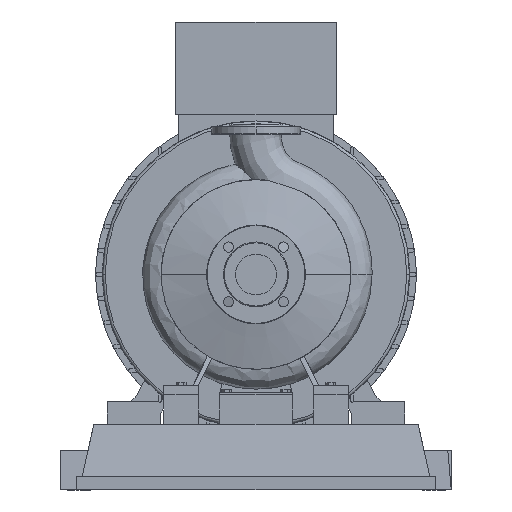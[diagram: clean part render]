
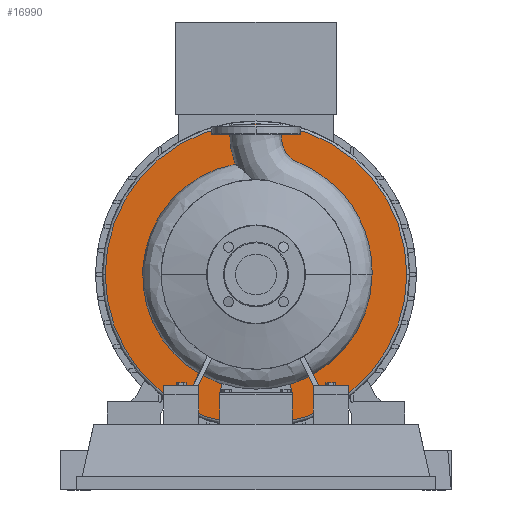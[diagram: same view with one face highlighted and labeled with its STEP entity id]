
A CAD part, left-side view. The second image highlights one B-rep face of the part: STEP entity #16990.
In plain terms, the highlighted planar face has unit normal (-1, 0, 0).
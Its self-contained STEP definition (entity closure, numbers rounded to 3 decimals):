
#6984=CARTESIAN_POINT('',(618.0,282.,403.));
#6985=VERTEX_POINT('',#6984);
#7011=CARTESIAN_POINT('',(618.0,-282.,403.));
#7012=VERTEX_POINT('',#7011);
#7020=CARTESIAN_POINT('',(618.0,0.,403.0));
#7021=DIRECTION('',(1.0,0.0,0.0));
#7022=DIRECTION('',(0.0,0.0,1.0));
#7023=AXIS2_PLACEMENT_3D('',#7020,#7021,#7022);
#7024=CIRCLE('',#7023,282.);
#7025=EDGE_CURVE('',#7012,#6985,#7024,.T.);
#7035=CARTESIAN_POINT('',(618.0,0.,455.5));
#7036=VERTEX_POINT('',#7035);
#7045=CARTESIAN_POINT('',(618.0,0.,350.5));
#7046=VERTEX_POINT('',#7045);
#7047=CARTESIAN_POINT('',(618.0,0.,403.0));
#7048=DIRECTION('',(1.0,0.0,0.0));
#7049=DIRECTION('',(0.0,0.0,1.0));
#7050=AXIS2_PLACEMENT_3D('',#7047,#7048,#7049);
#7051=CIRCLE('',#7050,52.5);
#7052=EDGE_CURVE('',#7046,#7036,#7051,.T.);
#16952=CARTESIAN_POINT('',(618.0,0.,403.0));
#16953=DIRECTION('',(1.0,0.0,0.0));
#16954=DIRECTION('',(0.0,0.0,1.0));
#16955=AXIS2_PLACEMENT_3D('',#16952,#16953,#16954);
#16956=CIRCLE('',#16955,52.5);
#16957=EDGE_CURVE('',#7036,#7046,#16956,.T.);
#16962=CARTESIAN_POINT('',(618.0,0.,570.25));
#16963=DIRECTION('',(-1.0,0.0,0.0));
#16964=DIRECTION('',(0.0,-1.0,0.0));
#16965=AXIS2_PLACEMENT_3D('',#16962,#16963,#16964);
#16966=PLANE('',#16965);
#16967=CARTESIAN_POINT('',(618.0,0.,685.));
#16968=VERTEX_POINT('',#16967);
#16969=CARTESIAN_POINT('',(618.0,0.,403.0));
#16970=DIRECTION('',(1.0,0.0,0.0));
#16971=DIRECTION('',(0.0,0.0,1.0));
#16972=AXIS2_PLACEMENT_3D('',#16969,#16970,#16971);
#16973=CIRCLE('',#16972,282.);
#16974=EDGE_CURVE('',#16968,#7012,#16973,.T.);
#16975=ORIENTED_EDGE('',*,*,#16974,.F.);
#16976=CARTESIAN_POINT('',(618.0,0.,403.0));
#16977=DIRECTION('',(1.0,0.0,0.0));
#16978=DIRECTION('',(0.0,0.0,1.0));
#16979=AXIS2_PLACEMENT_3D('',#16976,#16977,#16978);
#16980=CIRCLE('',#16979,282.);
#16981=EDGE_CURVE('',#6985,#16968,#16980,.T.);
#16982=ORIENTED_EDGE('',*,*,#16981,.F.);
#16983=ORIENTED_EDGE('',*,*,#7025,.F.);
#16984=EDGE_LOOP('',(#16975,#16982,#16983));
#16985=FACE_OUTER_BOUND('',#16984,.T.);
#16986=ORIENTED_EDGE('',*,*,#16957,.T.);
#16987=ORIENTED_EDGE('',*,*,#7052,.T.);
#16988=EDGE_LOOP('',(#16986,#16987));
#16989=FACE_BOUND('',#16988,.T.);
#16990=ADVANCED_FACE('',(#16985,#16989),#16966,.T.);
